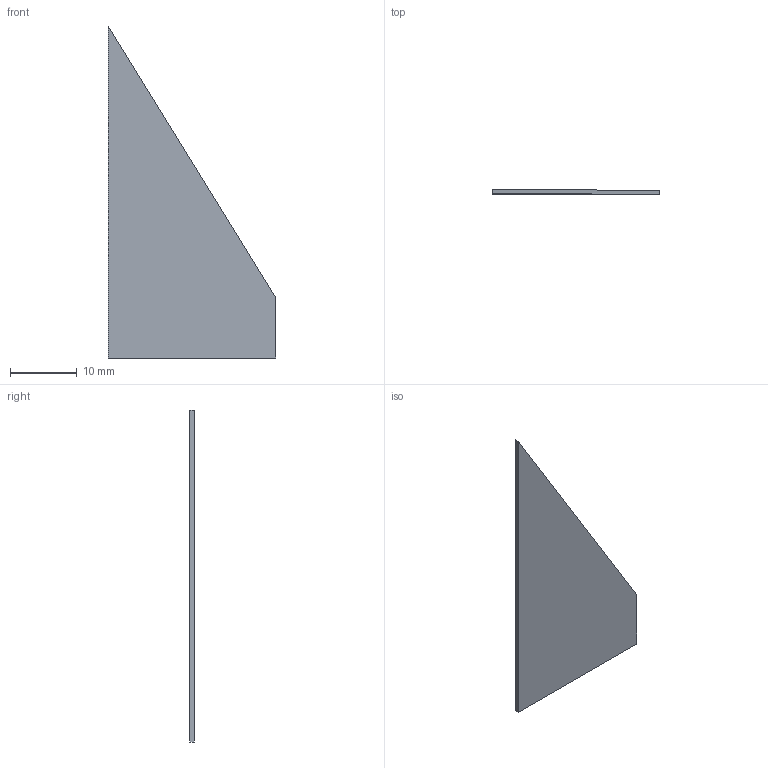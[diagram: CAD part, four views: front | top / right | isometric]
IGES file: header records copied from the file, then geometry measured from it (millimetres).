
Global section: file name: Alu5086H24; native system: AutoCAD 2018 - Français (French),; preprocessor: Autodesk Translation Framework DWG producer (atf_dwg_producer); organization: unknown; date: 20220529.173714; units: millimetre
Bounding box: 25 x 0.6 x 49.6 mm (x, y, z)
Volume: 439.5 mm3; surface area: 1543.7 mm2
Topology: 1 solids, 1 shells, 6 faces, 12 edges, 8 vertices
Faces by surface type: bspline 6
